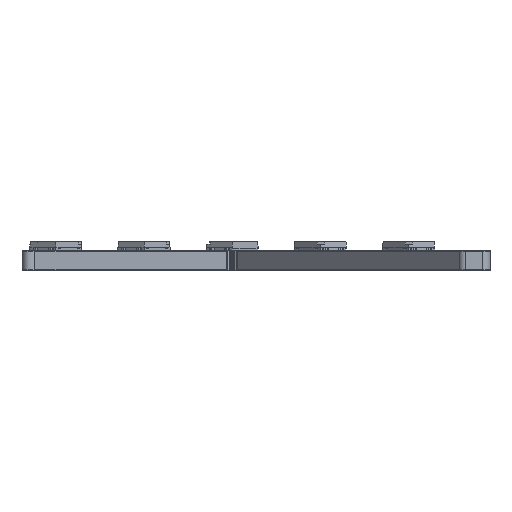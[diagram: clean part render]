
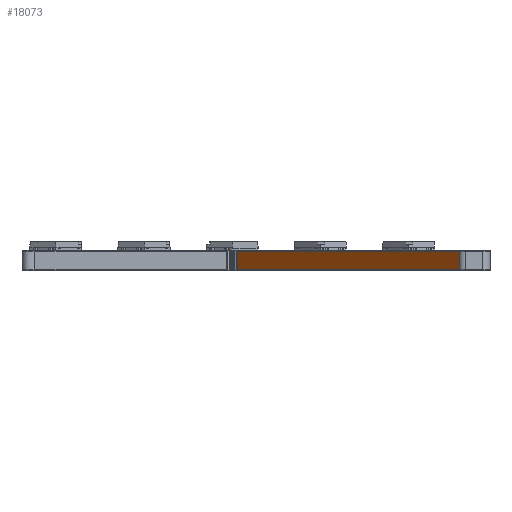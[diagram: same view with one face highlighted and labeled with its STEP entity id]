
A CAD part, left-side view. The second image highlights one B-rep face of the part: STEP entity #18073.
In plain terms, the highlighted planar face has unit normal (-0.643, 0.766, 0).
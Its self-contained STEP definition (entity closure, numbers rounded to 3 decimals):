
#18046 = VERTEX_POINT('',#18047);
#18047 = CARTESIAN_POINT('',(0.214,2.467,1.516));
#18054 = EDGE_CURVE('',#18055,#18046,#18057,.T.);
#18055 = VERTEX_POINT('',#18056);
#18056 = CARTESIAN_POINT('',(0.214,2.467,0.));
#18057 = LINE('',#18058,#18059);
#18058 = CARTESIAN_POINT('',(0.214,2.467,0.));
#18059 = VECTOR('',#18060,1.);
#18060 = DIRECTION('',(0.,0.,1.));
#18073 = ADVANCED_FACE('',(#18074),#18099,.T.);
#18074 = FACE_BOUND('',#18075,.T.);
#18075 = EDGE_LOOP('',(#18076,#18077,#18085,#18093));
#18076 = ORIENTED_EDGE('',*,*,#18054,.T.);
#18077 = ORIENTED_EDGE('',*,*,#18078,.T.);
#18078 = EDGE_CURVE('',#18046,#18079,#18081,.T.);
#18079 = VERTEX_POINT('',#18080);
#18080 = CARTESIAN_POINT('',(21.913,20.675,1.516));
#18081 = LINE('',#18082,#18083);
#18082 = CARTESIAN_POINT('',(0.214,2.467,1.516));
#18083 = VECTOR('',#18084,1.);
#18084 = DIRECTION('',(0.766,0.643,0.));
#18085 = ORIENTED_EDGE('',*,*,#18086,.F.);
#18086 = EDGE_CURVE('',#18087,#18079,#18089,.T.);
#18087 = VERTEX_POINT('',#18088);
#18088 = CARTESIAN_POINT('',(21.913,20.675,0.));
#18089 = LINE('',#18090,#18091);
#18090 = CARTESIAN_POINT('',(21.913,20.675,0.));
#18091 = VECTOR('',#18092,1.);
#18092 = DIRECTION('',(0.,0.,1.));
#18093 = ORIENTED_EDGE('',*,*,#18094,.F.);
#18094 = EDGE_CURVE('',#18055,#18087,#18095,.T.);
#18095 = LINE('',#18096,#18097);
#18096 = CARTESIAN_POINT('',(0.214,2.467,0.));
#18097 = VECTOR('',#18098,1.);
#18098 = DIRECTION('',(0.766,0.643,0.));
#18099 = PLANE('',#18100);
#18100 = AXIS2_PLACEMENT_3D('',#18101,#18102,#18103);
#18101 = CARTESIAN_POINT('',(0.214,2.467,0.));
#18102 = DIRECTION('',(-0.643,0.766,0.));
#18103 = DIRECTION('',(0.766,0.643,0.));
